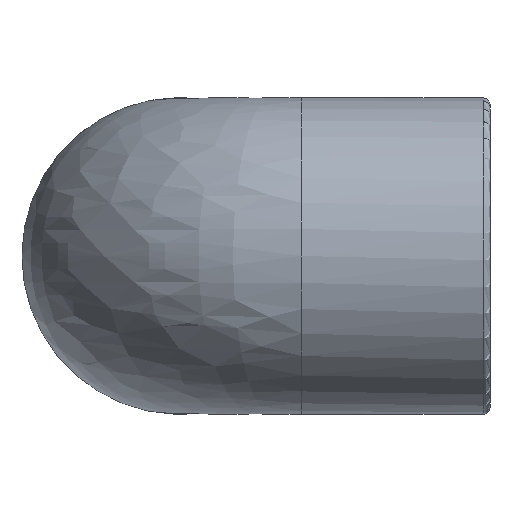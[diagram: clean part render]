
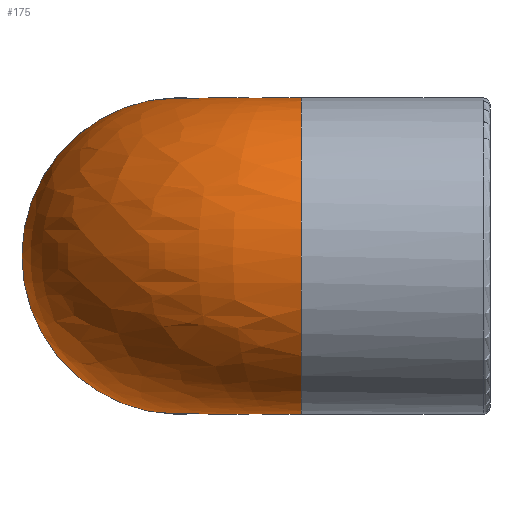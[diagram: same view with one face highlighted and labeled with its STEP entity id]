
A CAD part, left-side view. The second image highlights one B-rep face of the part: STEP entity #175.
In plain terms, the highlighted free-form (B-spline) face has degree [2, 2] with [9, 3] control points.
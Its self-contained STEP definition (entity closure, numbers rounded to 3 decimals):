
#41=CIRCLE('',#193,11.75);
#42=CIRCLE('',#194,11.75);
#55=(
BOUNDED_SURFACE()
B_SPLINE_SURFACE(2,2,((#354,#355,#356),(#357,#358,#359),(#360,#361,#362),
(#363,#364,#365),(#366,#367,#368),(#369,#370,#371),(#372,#373,#374),(#375,
#376,#377),(#378,#379,#380)),.UNSPECIFIED.,.F.,.F.,.F.)
B_SPLINE_SURFACE_WITH_KNOTS((3,2,2,2,3),(3,3),(-2.4,-1.2,
0.,1.2,2.4),(0.,1.571),
 .UNSPECIFIED.)
GEOMETRIC_REPRESENTATION_ITEM()
RATIONAL_B_SPLINE_SURFACE(((1.,0.707,1.),(0.825,
0.584,0.825),(1.,0.707,1.),(0.825,
0.584,0.825),(1.,0.707,1.),(0.825,
0.584,0.825),(1.,0.707,1.),(0.825,
0.584,0.825),(1.,0.707,1.)))
REPRESENTATION_ITEM('')
SURFACE()
);
#57=FACE_OUTER_BOUND('',#72,.T.);
#72=EDGE_LOOP('',(#141,#142,#143,#144));
#101=B_SPLINE_CURVE_WITH_KNOTS('',3,(#318,#319,#320,#321,#322,#323,#324,
#325,#326,#327,#328,#329,#330,#331,#332,#333),.UNSPECIFIED.,.F.,.F.,(4,
3,3,3,3,4),(0.,0.01,0.02,
0.028,0.037,0.055),.UNSPECIFIED.);
#102=B_SPLINE_CURVE_WITH_KNOTS('',3,(#337,#338,#339,#340,#341,#342,#343,
#344,#345,#346,#347,#348,#349,#350,#351,#352),.UNSPECIFIED.,.F.,.F.,(4,
3,3,3,3,4),(0.,0.018,0.028,
0.035,0.045,0.056),.UNSPECIFIED.);
#103=VERTEX_POINT('',#316);
#104=VERTEX_POINT('',#317);
#105=VERTEX_POINT('',#334);
#106=VERTEX_POINT('',#336);
#119=EDGE_CURVE('',#103,#104,#101,.T.);
#121=EDGE_CURVE('',#106,#105,#102,.T.);
#123=EDGE_CURVE('',#105,#103,#41,.T.);
#124=EDGE_CURVE('',#106,#104,#42,.T.);
#141=ORIENTED_EDGE('',*,*,#121,.T.);
#142=ORIENTED_EDGE('',*,*,#123,.T.);
#143=ORIENTED_EDGE('',*,*,#119,.T.);
#144=ORIENTED_EDGE('',*,*,#124,.F.);
#175=ADVANCED_FACE('',(#57),#55,.F.);
#193=AXIS2_PLACEMENT_3D('',#381,#226,#227);
#194=AXIS2_PLACEMENT_3D('',#382,#228,#229);
#226=DIRECTION('center_axis',(0.,1.,0.));
#227=DIRECTION('ref_axis',(-1.,0.,0.));
#228=DIRECTION('center_axis',(1.,0.,0.));
#229=DIRECTION('ref_axis',(0.,1.,0.));
#316=CARTESIAN_POINT('',(8.633,14.,7.971));
#317=CARTESIAN_POINT('',(9.,14.367,7.971));
#318=CARTESIAN_POINT('Ctrl Pts',(8.633,14.,7.971));
#319=CARTESIAN_POINT('Ctrl Pts',(8.639,14.033,7.964));
#320=CARTESIAN_POINT('Ctrl Pts',(8.65,14.065,7.958));
#321=CARTESIAN_POINT('Ctrl Pts',(8.663,14.096,7.953));
#322=CARTESIAN_POINT('Ctrl Pts',(8.676,14.126,7.948));
#323=CARTESIAN_POINT('Ctrl Pts',(8.692,14.154,7.944));
#324=CARTESIAN_POINT('Ctrl Pts',(8.711,14.181,7.942));
#325=CARTESIAN_POINT('Ctrl Pts',(8.726,14.202,7.94));
#326=CARTESIAN_POINT('Ctrl Pts',(8.743,14.221,7.94));
#327=CARTESIAN_POINT('Ctrl Pts',(8.761,14.239,7.94));
#328=CARTESIAN_POINT('Ctrl Pts',(8.783,14.261,7.94));
#329=CARTESIAN_POINT('Ctrl Pts',(8.807,14.281,7.941));
#330=CARTESIAN_POINT('Ctrl Pts',(8.832,14.298,7.943));
#331=CARTESIAN_POINT('Ctrl Pts',(8.884,14.332,7.948));
#332=CARTESIAN_POINT('Ctrl Pts',(8.941,14.355,7.958));
#333=CARTESIAN_POINT('Ctrl Pts',(9.,14.367,7.971));
#334=CARTESIAN_POINT('',(8.633,14.,-7.971));
#336=CARTESIAN_POINT('',(9.,14.367,-7.971));
#337=CARTESIAN_POINT('Ctrl Pts',(9.,14.367,-7.971));
#338=CARTESIAN_POINT('Ctrl Pts',(8.941,14.355,-7.958));
#339=CARTESIAN_POINT('Ctrl Pts',(8.884,14.332,-7.948));
#340=CARTESIAN_POINT('Ctrl Pts',(8.832,14.298,-7.943));
#341=CARTESIAN_POINT('Ctrl Pts',(8.807,14.281,-7.941));
#342=CARTESIAN_POINT('Ctrl Pts',(8.783,14.261,-7.94));
#343=CARTESIAN_POINT('Ctrl Pts',(8.761,14.239,-7.94));
#344=CARTESIAN_POINT('Ctrl Pts',(8.743,14.221,-7.94));
#345=CARTESIAN_POINT('Ctrl Pts',(8.726,14.202,-7.94));
#346=CARTESIAN_POINT('Ctrl Pts',(8.711,14.181,-7.942));
#347=CARTESIAN_POINT('Ctrl Pts',(8.692,14.154,-7.944));
#348=CARTESIAN_POINT('Ctrl Pts',(8.676,14.126,-7.948));
#349=CARTESIAN_POINT('Ctrl Pts',(8.663,14.096,-7.953));
#350=CARTESIAN_POINT('Ctrl Pts',(8.65,14.065,-7.958));
#351=CARTESIAN_POINT('Ctrl Pts',(8.639,14.033,-7.964));
#352=CARTESIAN_POINT('Ctrl Pts',(8.633,14.,-7.971));
#354=CARTESIAN_POINT('Ctrl Pts',(8.663,14.,7.938));
#355=CARTESIAN_POINT('Ctrl Pts',(8.663,14.337,7.938));
#356=CARTESIAN_POINT('Ctrl Pts',(9.,14.337,7.938));
#357=CARTESIAN_POINT('Ctrl Pts',(3.232,14.,13.864));
#358=CARTESIAN_POINT('Ctrl Pts',(3.232,19.768,13.864));
#359=CARTESIAN_POINT('Ctrl Pts',(9.,19.768,13.864));
#360=CARTESIAN_POINT('Ctrl Pts',(-4.259,14.,10.951));
#361=CARTESIAN_POINT('Ctrl Pts',(-4.259,27.259,10.951));
#362=CARTESIAN_POINT('Ctrl Pts',(9.,27.259,10.951));
#363=CARTESIAN_POINT('Ctrl Pts',(-11.75,14.,8.038));
#364=CARTESIAN_POINT('Ctrl Pts',(-11.75,34.75,8.038));
#365=CARTESIAN_POINT('Ctrl Pts',(9.,34.75,8.038));
#366=CARTESIAN_POINT('Ctrl Pts',(-11.75,14.,0.));
#367=CARTESIAN_POINT('Ctrl Pts',(-11.75,34.75,0.));
#368=CARTESIAN_POINT('Ctrl Pts',(9.,34.75,0.));
#369=CARTESIAN_POINT('Ctrl Pts',(-11.75,14.,-8.038));
#370=CARTESIAN_POINT('Ctrl Pts',(-11.75,34.75,-8.038));
#371=CARTESIAN_POINT('Ctrl Pts',(9.,34.75,-8.038));
#372=CARTESIAN_POINT('Ctrl Pts',(-4.259,14.,-10.951));
#373=CARTESIAN_POINT('Ctrl Pts',(-4.259,27.259,-10.951));
#374=CARTESIAN_POINT('Ctrl Pts',(9.,27.259,-10.951));
#375=CARTESIAN_POINT('Ctrl Pts',(3.232,14.,-13.864));
#376=CARTESIAN_POINT('Ctrl Pts',(3.232,19.768,-13.864));
#377=CARTESIAN_POINT('Ctrl Pts',(9.,19.768,-13.864));
#378=CARTESIAN_POINT('Ctrl Pts',(8.663,14.,-7.938));
#379=CARTESIAN_POINT('Ctrl Pts',(8.663,14.337,-7.938));
#380=CARTESIAN_POINT('Ctrl Pts',(9.,14.337,-7.938));
#381=CARTESIAN_POINT('Origin',(0.,14.,0.));
#382=CARTESIAN_POINT('Origin',(9.,23.,0.));
